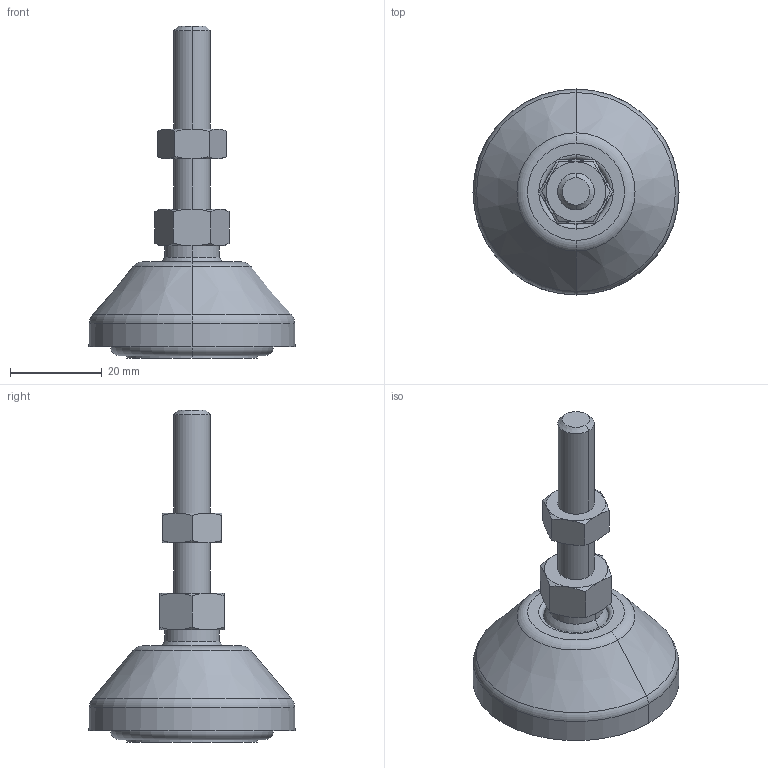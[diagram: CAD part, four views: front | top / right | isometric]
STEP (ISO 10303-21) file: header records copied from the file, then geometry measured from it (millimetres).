
FILE_DESCRIPTION(('STEP AP214'),'1');
FILE_NAME('cctmp_0A763C72-2D3E-47DF-8AB4-5EECFD36DA9B_2023_01_05_15_38_30_0922..stp','2023-01-05T14:38:30',('MiniTec Maschinenbau GmbH & Co.KG'),('CADClick - www.CADClick.com'),'Spatial InterOp 3D',' ','unknown authorization');
FILE_SCHEMA(('AUTOMOTIVE_DESIGN'));
Length unit declared in the file: millimetre
Products named in the file (1): 21.1871/0
Bounding box: 45 x 45 x 72.5 mm (x, y, z)
Volume: 28078.3 mm3; surface area: 6903.4 mm2
Topology: 1 solids, 1 shells, 74 faces, 154 edges, 90 vertices
Faces by surface type: cone 30, plane 22, torus 10, cylinder 10, sphere 2
Entity records: 2616 total; most frequent: CARTESIAN_POINT 511, DIRECTION 334, ORIENTED_EDGE 308, EDGE_CURVE 154, AXIS2_PLACEMENT_3D 153, VERTEX_POINT 90, EDGE_LOOP 82, CIRCLE 78
